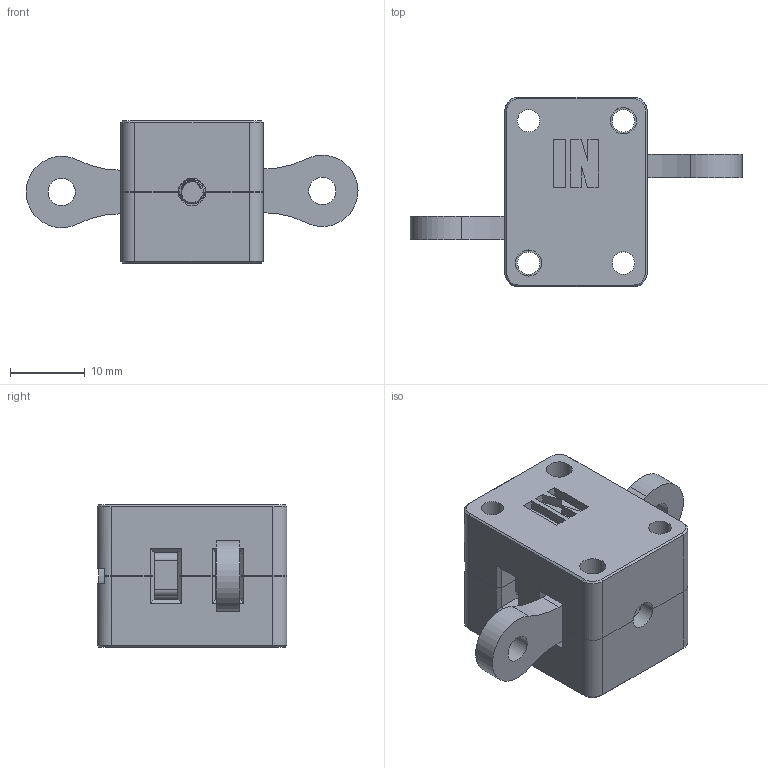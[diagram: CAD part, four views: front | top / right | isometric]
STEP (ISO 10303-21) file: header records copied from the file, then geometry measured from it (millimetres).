
FILE_DESCRIPTION(/* description */ (''),/* implementation_level */ '2;1');
FILE_NAME(/* name */ '12lb power swich_.step',/* time_stamp */ '2023-06-01T17:56:24-04:00',/* author */ (''),/* organization */ (''),/* preprocessor_version */ 'ST-DEVELOPER v19.2',/* originating_system */ 'Autodesk Translation Framework v12.6.0.85',/* authorisation */ '');
FILE_SCHEMA (('AUTOMOTIVE_DESIGN { 1 0 10303 214 3 1 1 }'));
Length unit declared in the file: inch
Products named in the file (6): 12lb power swich; copper thing_large hole; 98511A333_Aluminum Socket Head Screw; half body; copper thing_Tapped; 93286A005_Aluminum Washer
Assembly tree (6 placements, depth 2):
  12lb power swich
    copper thing_large hole
    98511A333_Aluminum Socket Head Screw
    half body  x2
    copper thing_Tapped
    93286A005_Aluminum Washer
Bounding box: 44.45 x 25.4 x 19.05 mm (x, y, z)
Volume: 8531.6 mm3; surface area: 7195.7 mm2
Topology: 6 solids, 6 shells, 557 faces, 1467 edges, 966 vertices
Faces by surface type: plane 432, cylinder 106, cone 16, bspline 2, torus 1
Full cylindrical faces by diameter (mm): 2.474 x18, 2.705 x1, 3 x4, 3.175 x1, 3.5 x4, 3.505 x19, 3.658 x2, 4.775 x1, 5.74 x1, 7.925 x1
Entity records: 17925 total; most frequent: CARTESIAN_POINT 6246, ORIENTED_EDGE 2456, DIRECTION 2275, EDGE_CURVE 1228, VERTEX_POINT 812, LINE 795, VECTOR 795, AXIS2_PLACEMENT_3D 740
